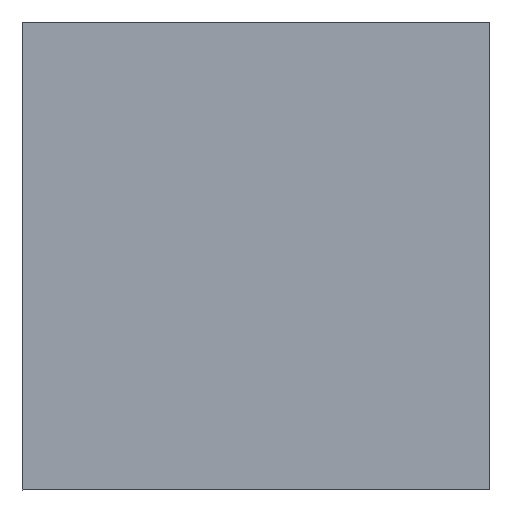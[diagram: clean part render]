
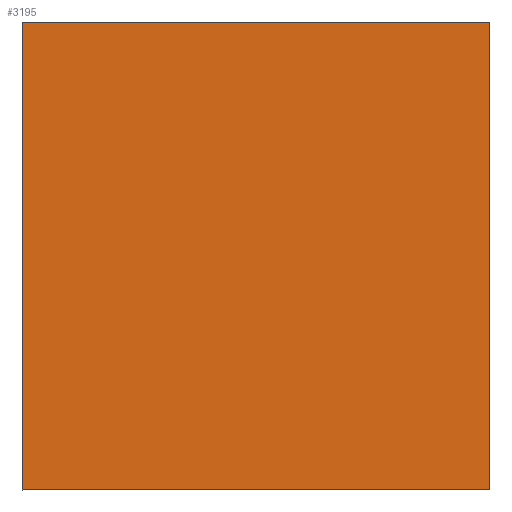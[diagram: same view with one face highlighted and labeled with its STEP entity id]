
A CAD part, front view. The second image highlights one B-rep face of the part: STEP entity #3195.
In plain terms, the highlighted face is planar.
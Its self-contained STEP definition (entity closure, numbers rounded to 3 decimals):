
#582=ORIENTED_EDGE('',*,*,#1165,.T.);
#583=ORIENTED_EDGE('',*,*,#1132,.T.);
#584=ORIENTED_EDGE('',*,*,#1170,.T.);
#585=ORIENTED_EDGE('',*,*,#1140,.T.);
#1132=EDGE_CURVE('',#1465,#1464,#1756,.T.);
#1140=EDGE_CURVE('',#1473,#1472,#1764,.T.);
#1165=EDGE_CURVE('',#1472,#1465,#1785,.T.);
#1170=EDGE_CURVE('',#1464,#1473,#1790,.T.);
#1464=VERTEX_POINT('',#4648);
#1465=VERTEX_POINT('',#4650);
#1472=VERTEX_POINT('',#4665);
#1473=VERTEX_POINT('',#4667);
#1756=LINE('',#4649,#2080);
#1764=LINE('',#4666,#2088);
#1785=LINE('',#4712,#2109);
#1790=LINE('',#4722,#2114);
#2080=VECTOR('',#3869,1000.);
#2088=VECTOR('',#3879,1000.);
#2109=VECTOR('',#3912,1000.);
#2114=VECTOR('',#3919,1000.);
#2315=EDGE_LOOP('',(#582,#583,#584,#585));
#2455=FACE_BOUND('',#2315,.T.);
#2575=PLANE('',#3389);
#3195=ADVANCED_FACE('',(#2455),#2575,.T.);
#3389=AXIS2_PLACEMENT_3D('',#4723,#3920,#3921);
#3869=DIRECTION('',(1.,0.,0.));
#3879=DIRECTION('',(-1.,0.,0.));
#3912=DIRECTION('',(0.,1.,0.));
#3919=DIRECTION('',(0.,-1.,0.));
#3920=DIRECTION('',(0.,0.,-1.));
#3921=DIRECTION('',(-1.,0.,0.));
#4648=CARTESIAN_POINT('',(1.309,0.818,0.));
#4649=CARTESIAN_POINT('',(-0.691,0.818,0.));
#4650=CARTESIAN_POINT('',(-0.691,0.818,0.));
#4665=CARTESIAN_POINT('',(-0.691,-1.182,0.));
#4666=CARTESIAN_POINT('',(1.309,-1.182,0.));
#4667=CARTESIAN_POINT('',(1.309,-1.182,0.));
#4712=CARTESIAN_POINT('',(-0.691,-1.182,0.));
#4722=CARTESIAN_POINT('',(1.309,0.818,0.));
#4723=CARTESIAN_POINT('',(-0.691,0.818,0.));
